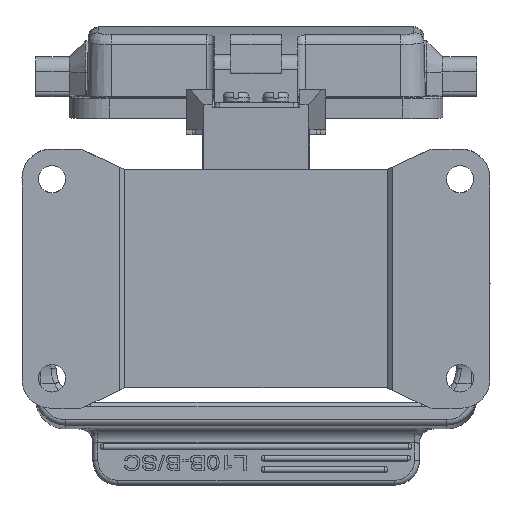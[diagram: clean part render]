
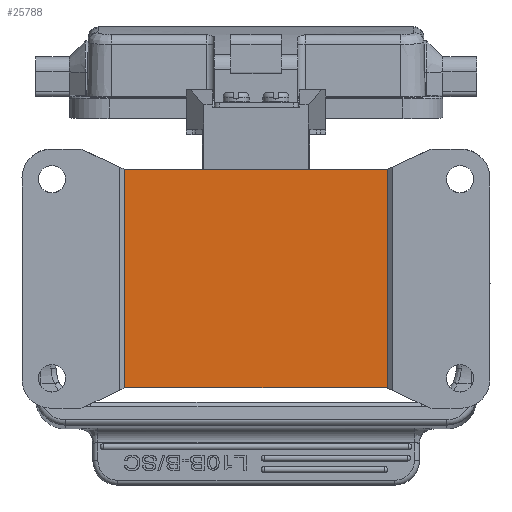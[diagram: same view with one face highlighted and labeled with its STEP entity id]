
A CAD part, front view. The second image highlights one B-rep face of the part: STEP entity #25788.
In plain terms, the highlighted planar face has unit normal (0, -1, -0.009).
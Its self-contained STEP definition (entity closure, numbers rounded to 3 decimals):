
#1939=DIRECTION('',(-1.,0.,0.));
#1940=VECTOR('',#1939,52.808);
#1941=CARTESIAN_POINT('',(73.397,1.268,0.001));
#1942=LINE('',#1941,#1940);
#2202=CARTESIAN_POINT('',(73.415,1.651,-43.886));
#2203=CARTESIAN_POINT('',(73.41,1.651,-43.883));
#2204=CARTESIAN_POINT('',(73.403,1.651,-43.883));
#2205=CARTESIAN_POINT('',(73.398,1.651,-43.881));
#2207=DIRECTION('',(-1.,0.,0.));
#2208=VECTOR('',#2207,52.808);
#2209=CARTESIAN_POINT('',(73.398,1.651,-43.881));
#2210=LINE('',#2209,#2208);
#2211=DIRECTION('',(0.,-0.009,1.));
#2212=VECTOR('',#2211,43.895);
#2213=CARTESIAN_POINT('',(20.571,1.667,-43.886));
#2214=LINE('',#2213,#2212);
#2215=DIRECTION('',(0.,0.009,-1.));
#2216=VECTOR('',#2215,43.894);
#2217=CARTESIAN_POINT('',(73.415,1.268,0.007));
#2218=LINE('',#2217,#2216);
#2219=DIRECTION('',(0.951,-0.005,0.309));
#2220=VECTOR('',#2219,0.019);
#2221=CARTESIAN_POINT('',(20.571,1.667,-43.886));
#2222=LINE('',#2221,#2220);
#2298=DIRECTION('',(-0.95,-0.001,0.313));
#2299=VECTOR('',#2298,0.019);
#2300=CARTESIAN_POINT('',(20.589,1.284,0.001));
#2301=LINE('',#2300,#2299);
#13915=DIRECTION('',(-0.95,0.001,-0.313));
#13916=VECTOR('',#13915,0.019);
#13917=CARTESIAN_POINT('',(73.415,1.268,
0.007));
#13918=LINE('',#13917,#13916);
#18772=CARTESIAN_POINT('',(20.59,1.667,
-43.881));
#18773=VERTEX_POINT('',#18772);
#18774=CARTESIAN_POINT('',(73.398,1.651,
-43.881));
#18775=VERTEX_POINT('',#18774);
#18864=CARTESIAN_POINT('',(73.397,1.268,
0.001));
#18865=VERTEX_POINT('',#18864);
#18866=CARTESIAN_POINT('',(20.589,1.284,
0.001));
#18867=VERTEX_POINT('',#18866);
#18923=VERTEX_POINT('',#2202);
#18930=CARTESIAN_POINT('',(20.571,1.667,
-43.886));
#18931=VERTEX_POINT('',#18930);
#18932=CARTESIAN_POINT('',(20.571,1.284,
0.007));
#18933=VERTEX_POINT('',#18932);
#18934=CARTESIAN_POINT('',(73.415,1.268,
0.007));
#18935=VERTEX_POINT('',#18934);
#25768=CARTESIAN_POINT('',(46.993,1.467,
-21.94));
#25769=DIRECTION('',(0.,1.,0.009));
#25770=DIRECTION('',(0.,0.009,-1.));
#25771=AXIS2_PLACEMENT_3D('',#25768,#25769,#25770);
#25772=PLANE('',#25771);
#25773=ORIENTED_EDGE('',*,*,#25754,.T.);
#25774=ORIENTED_EDGE('',*,*,#24677,.T.);
#25776=ORIENTED_EDGE('',*,*,#25775,.F.);
#25778=ORIENTED_EDGE('',*,*,#25777,.T.);
#25780=ORIENTED_EDGE('',*,*,#25779,.F.);
#25781=ORIENTED_EDGE('',*,*,#25185,.F.);
#25783=ORIENTED_EDGE('',*,*,#25782,.F.);
#25785=ORIENTED_EDGE('',*,*,#25784,.T.);
#25786=EDGE_LOOP('',(#25773,#25774,#25776,#25778,#25780,#25781,#25783,#25785));
#25787=FACE_OUTER_BOUND('',#25786,.F.);
#2206=B_SPLINE_CURVE_WITH_KNOTS('',3,(#2202,#2203,#2204,#2205),.UNSPECIFIED.,
.F.,.F.,(4,4),(0.,1.),.UNSPECIFIED.);
#24677=EDGE_CURVE('',#18775,#18773,#2210,.T.);
#25185=EDGE_CURVE('',#18865,#18867,#1942,.T.);
#25754=EDGE_CURVE('',#18923,#18775,#2206,.T.);
#25775=EDGE_CURVE('',#18931,#18773,#2222,.T.);
#25777=EDGE_CURVE('',#18931,#18933,#2214,.T.);
#25779=EDGE_CURVE('',#18867,#18933,#2301,.T.);
#25782=EDGE_CURVE('',#18935,#18865,#13918,.T.);
#25784=EDGE_CURVE('',#18935,#18923,#2218,.T.);
#25788=ADVANCED_FACE('',(#25787),#25772,.F.);
